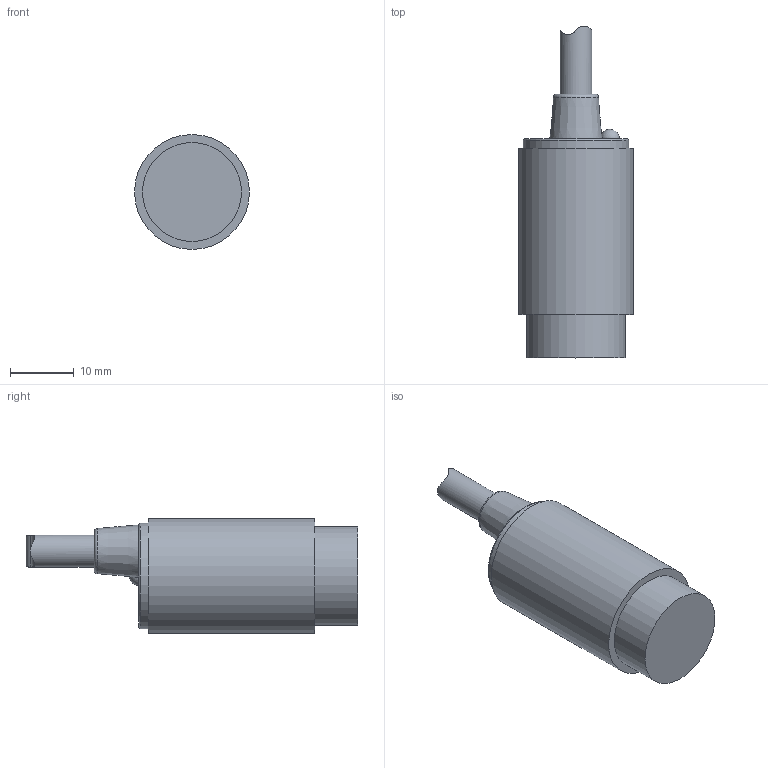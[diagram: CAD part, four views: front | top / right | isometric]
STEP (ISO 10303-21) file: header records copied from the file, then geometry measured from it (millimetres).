
FILE_DESCRIPTION(/* description */ (''),/* implementation_level */ '2;1');
FILE_NAME(/* name */ '300400_Shrinkwrap_1.stp',/* time_stamp */ '2022-06-02T14:57:15+02:00',/* author */ ('Krieger Anja'),/* organization */ (''),/* preprocessor_version */ 'ST-DEVELOPER v18.1',/* originating_system */ 'Autodesk Inventor 2021',/* authorisation */ '');
FILE_SCHEMA (('AUTOMOTIVE_DESIGN { 1 0 10303 214 3 1 1 }'));
Length unit declared in the file: millimetre
Products named in the file (1): 300400_Shrinkwrap_1
Bounding box: 18 x 51.97 x 18 mm (x, y, z)
Volume: 3422.6 mm3; surface area: 5375 mm2
Topology: 1 solids, 1 shells, 42 faces, 78 edges, 51 vertices
Faces by surface type: cylinder 20, plane 17, cone 2, torus 2, sphere 1
Full cylindrical faces by diameter (mm): 3 x1, 3.1 x1, 4.95 x1, 5 x2, 5.7 x1, 6.1 x1, 14.5 x1, 15 x1, 15.2 x1, 15.5 x1, 16.5 x1, 18 x1
Entity records: 1242 total; most frequent: CARTESIAN_POINT 231, DIRECTION 208, ORIENTED_EDGE 154, AXIS2_PLACEMENT_3D 92, EDGE_CURVE 77, EDGE_LOOP 56, VERTEX_POINT 51, CIRCLE 49
